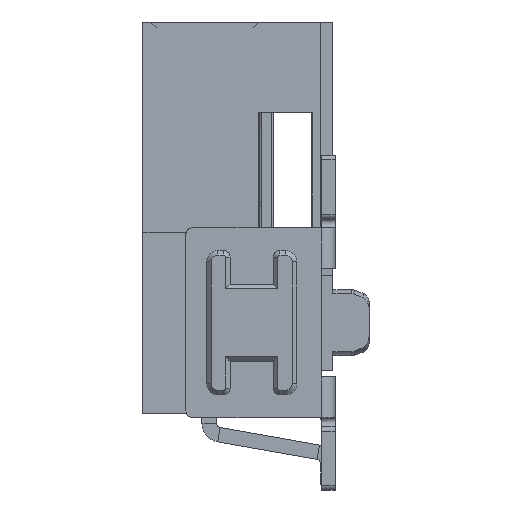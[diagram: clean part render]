
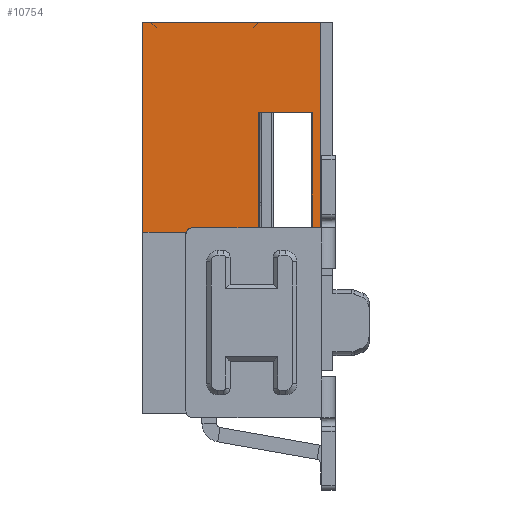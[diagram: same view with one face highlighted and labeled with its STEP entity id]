
A CAD part, left-side view. The second image highlights one B-rep face of the part: STEP entity #10754.
In plain terms, the highlighted planar face has unit normal (-1, 0, 0).
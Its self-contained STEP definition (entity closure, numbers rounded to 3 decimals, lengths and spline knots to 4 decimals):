
#10686=AXIS2_PLACEMENT_3D('Plane Axis2P3D',#10683,#10684,#10685) ;
#2995=CARTESIAN_POINT('Vertex',(1.165,2.455,8.35)) ;
#2998=CARTESIAN_POINT('Line Origine',(1.165,2.455,7.025)) ;
#3002=CARTESIAN_POINT('Vertex',(1.165,2.455,5.7)) ;
#10665=CARTESIAN_POINT('Vertex',(1.165,1.255,8.35)) ;
#10668=CARTESIAN_POINT('Line Origine',(1.165,1.855,8.35)) ;
#10683=CARTESIAN_POINT('Axis2P3D Location',(1.165,5.7655,3.997)) ;
#10688=CARTESIAN_POINT('Line Origine',(1.165,1.075,7.55)) ;
#10692=CARTESIAN_POINT('Vertex',(1.165,1.075,4.75)) ;
#10694=CARTESIAN_POINT('Vertex',(1.165,1.075,10.35)) ;
#10697=CARTESIAN_POINT('Line Origine',(1.165,3.0375,10.35)) ;
#10701=CARTESIAN_POINT('Vertex',(1.165,5.,10.35)) ;
#10704=CARTESIAN_POINT('Line Origine',(1.165,5.,8.025)) ;
#10708=CARTESIAN_POINT('Vertex',(1.165,5.,5.7)) ;
#10711=CARTESIAN_POINT('Line Origine',(1.165,3.7275,5.7)) ;
#10716=CARTESIAN_POINT('Line Origine',(1.165,1.255,7.025)) ;
#10720=CARTESIAN_POINT('Vertex',(1.165,1.255,5.7)) ;
#10723=CARTESIAN_POINT('Line Origine',(1.165,1.2275,5.7)) ;
#10727=CARTESIAN_POINT('Vertex',(1.165,1.2,5.7)) ;
#10730=CARTESIAN_POINT('Line Origine',(1.165,1.2,5.225)) ;
#10734=CARTESIAN_POINT('Vertex',(1.165,1.2,4.75)) ;
#10737=CARTESIAN_POINT('Line Origine',(1.165,1.1375,4.75)) ;
#2999=DIRECTION('Vector Direction',(0.,0.,1.)) ;
#10669=DIRECTION('Vector Direction',(0.,-1.,0.)) ;
#10684=DIRECTION('Axis2P3D Direction',(-1.,0.,0.)) ;
#10685=DIRECTION('Axis2P3D XDirection',(0.,-1.,0.)) ;
#10689=DIRECTION('Vector Direction',(0.,0.,1.)) ;
#10698=DIRECTION('Vector Direction',(0.,-1.,0.)) ;
#10705=DIRECTION('Vector Direction',(0.,0.,-1.)) ;
#10712=DIRECTION('Vector Direction',(0.,-1.,0.)) ;
#10717=DIRECTION('Vector Direction',(0.,0.,-1.)) ;
#10724=DIRECTION('Vector Direction',(0.,-1.,0.)) ;
#10731=DIRECTION('Vector Direction',(0.,0.,-1.)) ;
#10738=DIRECTION('Vector Direction',(0.,-1.,0.)) ;
#3000=VECTOR('Line Direction',#2999,1.) ;
#10670=VECTOR('Line Direction',#10669,1.) ;
#10690=VECTOR('Line Direction',#10689,1.) ;
#10699=VECTOR('Line Direction',#10698,1.) ;
#10706=VECTOR('Line Direction',#10705,1.) ;
#10713=VECTOR('Line Direction',#10712,1.) ;
#10718=VECTOR('Line Direction',#10717,1.) ;
#10725=VECTOR('Line Direction',#10724,1.) ;
#10732=VECTOR('Line Direction',#10731,1.) ;
#10739=VECTOR('Line Direction',#10738,1.) ;
#10743=ORIENTED_EDGE('',*,*,#10696,.T.) ;
#10744=ORIENTED_EDGE('',*,*,#10703,.F.) ;
#10745=ORIENTED_EDGE('',*,*,#10710,.T.) ;
#10746=ORIENTED_EDGE('',*,*,#10715,.T.) ;
#10747=ORIENTED_EDGE('',*,*,#3004,.T.) ;
#10748=ORIENTED_EDGE('',*,*,#10672,.T.) ;
#10749=ORIENTED_EDGE('',*,*,#10722,.T.) ;
#10750=ORIENTED_EDGE('',*,*,#10729,.T.) ;
#10751=ORIENTED_EDGE('',*,*,#10736,.T.) ;
#10752=ORIENTED_EDGE('',*,*,#10741,.T.) ;
#10754=ADVANCED_FACE('Hauptk\X2\00F6\X0\rper',(#10753),#10687,.T.) ;
#3004=EDGE_CURVE('',#3003,#2996,#3001,.T.) ;
#10672=EDGE_CURVE('',#2996,#10666,#10671,.T.) ;
#10696=EDGE_CURVE('',#10693,#10695,#10691,.T.) ;
#10703=EDGE_CURVE('',#10702,#10695,#10700,.T.) ;
#10710=EDGE_CURVE('',#10702,#10709,#10707,.T.) ;
#10715=EDGE_CURVE('',#10709,#3003,#10714,.T.) ;
#10722=EDGE_CURVE('',#10666,#10721,#10719,.T.) ;
#10729=EDGE_CURVE('',#10721,#10728,#10726,.T.) ;
#10736=EDGE_CURVE('',#10728,#10735,#10733,.T.) ;
#10741=EDGE_CURVE('',#10735,#10693,#10740,.T.) ;
#10742=EDGE_LOOP('',(#10743,#10744,#10745,#10746,#10747,#10748,#10749,#10750,#10751,#10752)) ;
#10753=FACE_OUTER_BOUND('',#10742,.T.) ;
#3001=LINE('Line',#2998,#3000) ;
#10671=LINE('Line',#10668,#10670) ;
#10691=LINE('Line',#10688,#10690) ;
#10700=LINE('Line',#10697,#10699) ;
#10707=LINE('Line',#10704,#10706) ;
#10714=LINE('Line',#10711,#10713) ;
#10719=LINE('Line',#10716,#10718) ;
#10726=LINE('Line',#10723,#10725) ;
#10733=LINE('Line',#10730,#10732) ;
#10740=LINE('Line',#10737,#10739) ;
#10687=PLANE('',#10686) ;
#2996=VERTEX_POINT('',#2995) ;
#3003=VERTEX_POINT('',#3002) ;
#10666=VERTEX_POINT('',#10665) ;
#10693=VERTEX_POINT('',#10692) ;
#10695=VERTEX_POINT('',#10694) ;
#10702=VERTEX_POINT('',#10701) ;
#10709=VERTEX_POINT('',#10708) ;
#10721=VERTEX_POINT('',#10720) ;
#10728=VERTEX_POINT('',#10727) ;
#10735=VERTEX_POINT('',#10734) ;
